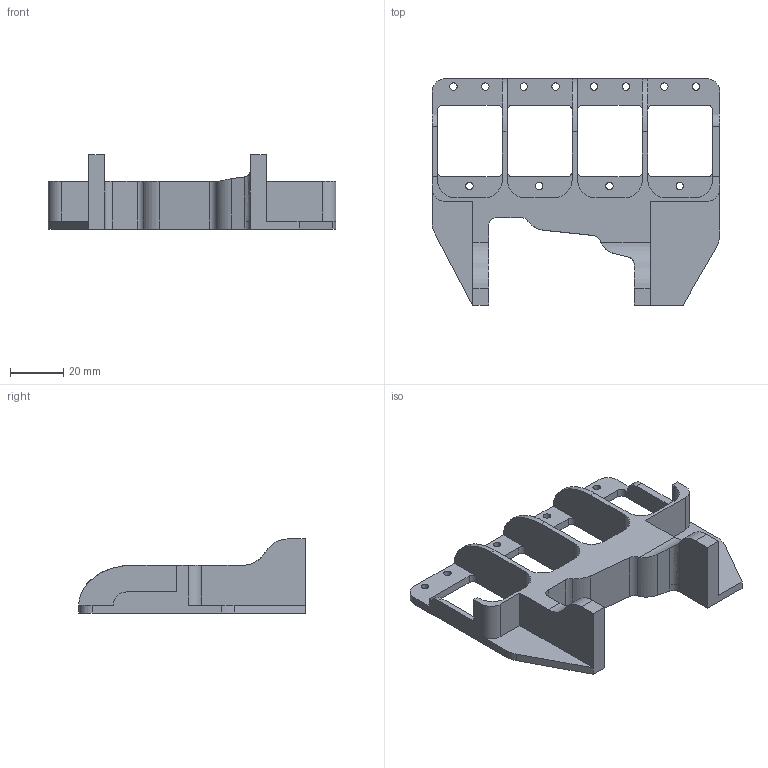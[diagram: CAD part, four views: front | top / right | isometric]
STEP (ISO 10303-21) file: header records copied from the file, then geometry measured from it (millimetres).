
FILE_DESCRIPTION (( 'STEP AP214' ), '1' );
FILE_NAME ('6.内部结构支撑（改）.STEP', '2025-11-13T16:19:38', ( '' ), ( '' ), 'SwSTEP 2.0', 'SolidWorks 2025', '' );
FILE_SCHEMA (( 'AUTOMOTIVE_DESIGN' ));
Length unit declared in the file: millimetre
Products named in the file (1): 6.内部结构支撑（改）
Bounding box: 108.53 x 85.38 x 28 mm (x, y, z)
Volume: 40736.6 mm3; surface area: 22263.8 mm2
Topology: 1 solids, 1 shells, 124 faces, 371 edges, 245 vertices
Faces by surface type: cylinder 65, plane 54, bspline 5
Entity records: 4525 total; most frequent: CARTESIAN_POINT 1023, ORIENTED_EDGE 742, DIRECTION 724, EDGE_CURVE 371, AXIS2_PLACEMENT_3D 250, VERTEX_POINT 245, LINE 224, VECTOR 224
